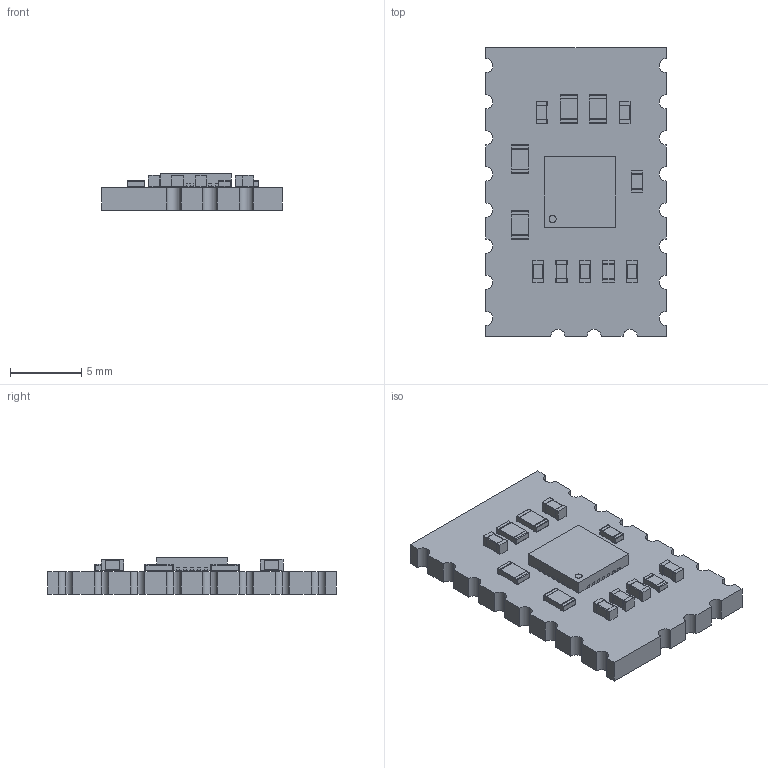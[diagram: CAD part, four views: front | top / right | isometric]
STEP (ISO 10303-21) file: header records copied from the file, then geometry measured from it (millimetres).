
FILE_DESCRIPTION(('KiCad electronic assembly'),'2;1');
FILE_NAME('TMC2209.step','2022-10-11T11:38:54',('Pcbnew'),('Kicad'), 'Open CASCADE STEP processor 7.6','KiCad to STEP converter','Unknown' );
FILE_SCHEMA(('AUTOMOTIVE_DESIGN { 1 0 10303 214 1 1 1 1 }'));
Length unit declared in the file: millimetre
Products named in the file (10): TMC2209 1; R_0603_1608Metric; SOLID; QFN-28-1EP_5x5mm_P0.5mm_EP3.35x3.35mm; R_0805_2012Metric; C_0603_1608Metric; TMC2209 PCB
Assembly tree (18 placements, depth 3):
  TMC2209 1
    R_0603_1608Metric  x2
      SOLID
    QFN-28-1EP_5x5mm_P0.5mm_EP3.35x3.35mm
      SOLID
    R_0805_2012Metric  x4
      SOLID
    C_0603_1608Metric  x6
      SOLID
    TMC2209 PCB
Bounding box: 12.7 x 20.32 x 2.57 mm (x, y, z)
Volume: 434.2 mm3; surface area: 770.7 mm2
Topology: 14 solids, 14 shells, 558 faces, 1524 edges, 1008 vertices
Faces by surface type: bspline 506, cylinder 27, plane 25
Entity records: 22352 total; most frequent: CARTESIAN_POINT 8057, B_SPLINE_CURVE_WITH_KNOTS 2068, ORIENTED_EDGE 1784, PCURVE 1784, DEFINITIONAL_REPRESENTATION 1784, EDGE_CURVE 892, SURFACE_CURVE 891, VERTEX_POINT 592
